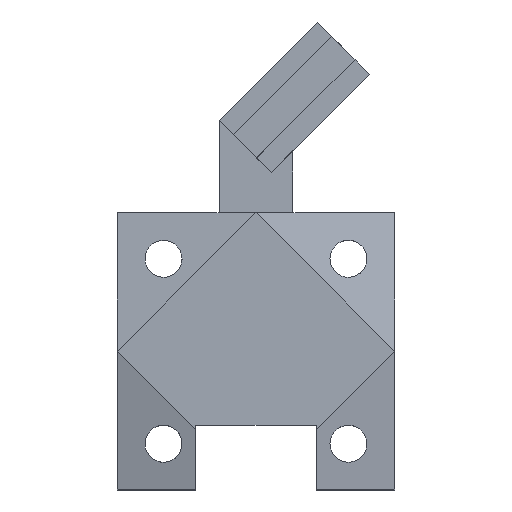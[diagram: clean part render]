
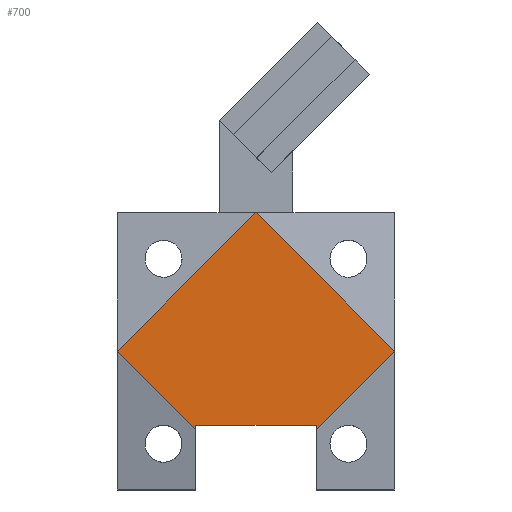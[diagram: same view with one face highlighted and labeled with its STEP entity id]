
A CAD part, top view. The second image highlights one B-rep face of the part: STEP entity #700.
In plain terms, the highlighted planar face has unit normal (0, 0, 1).
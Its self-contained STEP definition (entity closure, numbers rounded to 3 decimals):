
#60=FACE_OUTER_BOUND('',#104,.T.);
#104=EDGE_LOOP('',(#577,#578,#579,#580,#581,#582,#583));
#188=LINE('',#1102,#275);
#192=LINE('',#1110,#279);
#193=LINE('',#1112,#280);
#194=LINE('',#1114,#281);
#195=LINE('',#1115,#282);
#196=LINE('',#1117,#283);
#197=LINE('',#1118,#284);
#275=VECTOR('',#897,10.);
#279=VECTOR('',#905,10.);
#280=VECTOR('',#906,10.);
#281=VECTOR('',#907,10.);
#282=VECTOR('',#908,10.);
#283=VECTOR('',#909,10.);
#284=VECTOR('',#910,10.);
#343=VERTEX_POINT('',#1091);
#345=VERTEX_POINT('',#1099);
#346=VERTEX_POINT('',#1101);
#348=VERTEX_POINT('',#1109);
#349=VERTEX_POINT('',#1111);
#350=VERTEX_POINT('',#1113);
#351=VERTEX_POINT('',#1116);
#425=EDGE_CURVE('',#345,#346,#188,.T.);
#429=EDGE_CURVE('',#348,#343,#192,.T.);
#430=EDGE_CURVE('',#349,#348,#193,.T.);
#431=EDGE_CURVE('',#350,#349,#194,.T.);
#432=EDGE_CURVE('',#346,#350,#195,.T.);
#433=EDGE_CURVE('',#351,#345,#196,.T.);
#434=EDGE_CURVE('',#343,#351,#197,.T.);
#577=ORIENTED_EDGE('',*,*,#429,.F.);
#578=ORIENTED_EDGE('',*,*,#430,.F.);
#579=ORIENTED_EDGE('',*,*,#431,.F.);
#580=ORIENTED_EDGE('',*,*,#432,.F.);
#581=ORIENTED_EDGE('',*,*,#425,.F.);
#582=ORIENTED_EDGE('',*,*,#433,.F.);
#583=ORIENTED_EDGE('',*,*,#434,.F.);
#665=PLANE('',#757);
#700=ADVANCED_FACE('',(#60),#665,.F.);
#757=AXIS2_PLACEMENT_3D('',#1108,#903,#904);
#897=DIRECTION('',(0.,1.,0.));
#903=DIRECTION('center_axis',(0.,0.,-1.));
#904=DIRECTION('ref_axis',(0.,1.,0.));
#905=DIRECTION('',(0.707,0.707,0.));
#906=DIRECTION('',(-0.707,0.707,0.));
#907=DIRECTION('',(0.,-1.,0.));
#908=DIRECTION('',(-1.,0.,0.));
#909=DIRECTION('',(-0.707,-0.707,0.));
#910=DIRECTION('',(0.707,-0.707,0.));
#1091=CARTESIAN_POINT('',(0.,15.,2.5));
#1099=CARTESIAN_POINT('',(6.5,-8.5,2.5));
#1101=CARTESIAN_POINT('',(6.5,-8.,2.5));
#1102=CARTESIAN_POINT('',(6.5,-13.5,2.5));
#1108=CARTESIAN_POINT('Origin',(-15.,-15.,2.5));
#1109=CARTESIAN_POINT('',(-15.,0.,2.5));
#1110=CARTESIAN_POINT('',(-15.,0.,2.5));
#1111=CARTESIAN_POINT('',(-6.5,-8.5,2.5));
#1112=CARTESIAN_POINT('',(-7.5,-7.5,2.5));
#1113=CARTESIAN_POINT('',(-6.5,-8.,2.5));
#1114=CARTESIAN_POINT('',(-6.5,-11.5,2.5));
#1115=CARTESIAN_POINT('',(-4.25,-8.,2.5));
#1116=CARTESIAN_POINT('',(15.,0.,2.5));
#1117=CARTESIAN_POINT('',(0.,-15.,2.5));
#1118=CARTESIAN_POINT('',(7.5,7.5,2.5));
